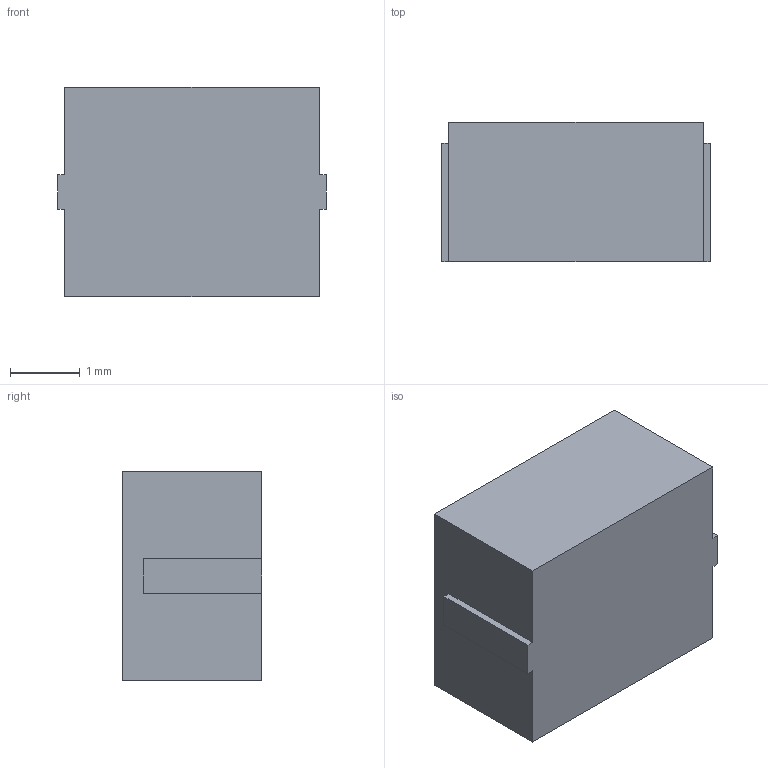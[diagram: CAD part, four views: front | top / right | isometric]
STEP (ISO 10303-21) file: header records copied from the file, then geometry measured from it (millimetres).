
FILE_DESCRIPTION (( 'STEP AP214' ), '1' );
FILE_NAME ('uH.STEP', '2020-07-07T21:46:39', ( '' ), ( '' ), 'SwSTEP 2.0', 'SolidWorks 2018', '' );
FILE_SCHEMA (( 'AUTOMOTIVE_DESIGN' ));
Length unit declared in the file: millimetre
Products named in the file (1): uH
Bounding box: 3.85 x 2 x 3 mm (x, y, z)
Volume: 22 mm3; surface area: 51.4 mm2
Topology: 1 solids, 1 shells, 71 faces, 192 edges, 128 vertices
Faces by surface type: plane 49, bspline 22
Entity records: 3487 total; most frequent: CARTESIAN_POINT 1758, ORIENTED_EDGE 384, DIRECTION 248, EDGE_CURVE 192, VECTOR 148, LINE 148, VERTEX_POINT 128, EDGE_LOOP 76
